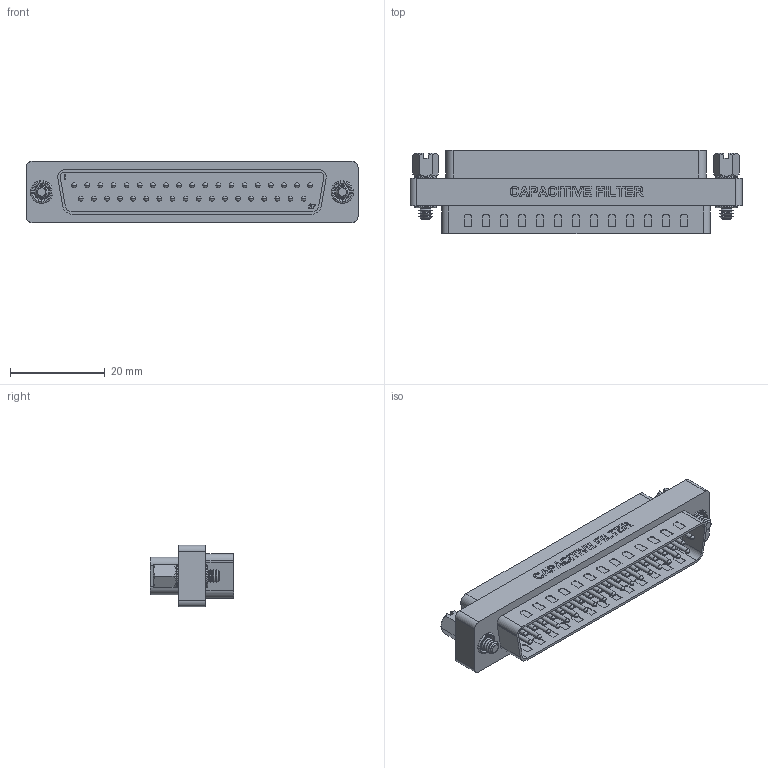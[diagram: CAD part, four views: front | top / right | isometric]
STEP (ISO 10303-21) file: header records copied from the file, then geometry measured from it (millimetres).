
FILE_DESCRIPTION (( 'STEP AP203' ), '1' );
FILE_NAME ('DGFC37MF.STEP', '2006-06-23T18:40:13', ( 'lcom' ), ( 'lcom' ), 'SwSTEP 2.0', 'SolidWorks 2006004', '' );
FILE_SCHEMA (( 'CONFIG_CONTROL_DESIGN' ));
Length unit declared in the file: inch
Products named in the file (5): 3AA05-002; SD37P_Without Mounting Flange and Solder Cups; DGF37F-MA1_CAPACITIVE FILTER; DGFC37MF; SD37S_Without Mounting Flange and Solder Cups
Assembly tree (5 placements, depth 2):
  DGFC37MF
    3AA05-002  x2
    SD37P_Without Mounting Flange and Solder Cups
    SD37S_Without Mounting Flange and Solder Cups
    DGF37F-MA1_CAPACITIVE FILTER
Bounding box: 70.1 x 17.65 x 12.95 mm (x, y, z)
Volume: 8276.4 mm3; surface area: 8749.2 mm2
Topology: 5 solids, 5 shells, 1182 faces, 3022 edges, 1941 vertices
Faces by surface type: plane 589, cylinder 332, bspline 107, sphere 86, cone 56, torus 12
Entity records: 42537 total; most frequent: CARTESIAN_POINT 15697, ORIENTED_EDGE 5448, DIRECTION 5284, EDGE_CURVE 2724, VERTEX_POINT 1784, AXIS2_PLACEMENT_3D 1773, LINE 1738, VECTOR 1738
